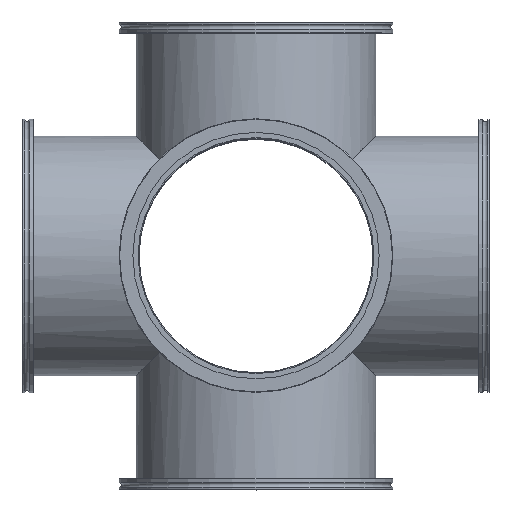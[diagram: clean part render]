
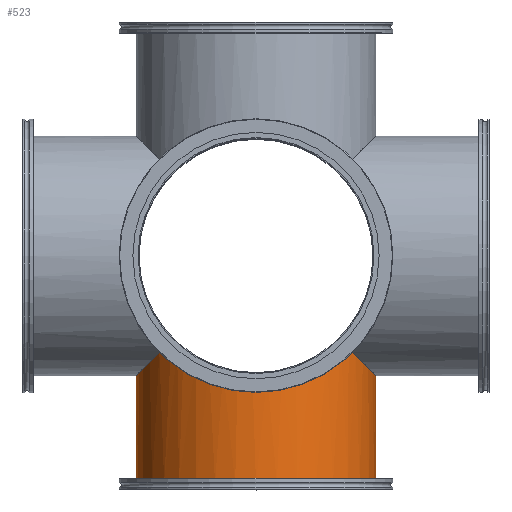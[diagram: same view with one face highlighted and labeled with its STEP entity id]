
A CAD part, top view. The second image highlights one B-rep face of the part: STEP entity #523.
In plain terms, the highlighted cylindrical face has radius 127 mm (diameter 254 mm), a full revolution.
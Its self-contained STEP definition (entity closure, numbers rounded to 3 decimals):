
#59=ELLIPSE('',#654,179.605,127.);
#61=ELLIPSE('',#657,179.605,127.);
#64=ELLIPSE('',#660,179.605,127.);
#65=ELLIPSE('',#663,179.605,127.);
#66=ELLIPSE('',#664,179.605,127.);
#89=CYLINDRICAL_SURFACE('',#661,127.);
#132=FACE_OUTER_BOUND('',#166,.T.);
#166=EDGE_LOOP('',(#471,#472,#473,#474,#475,#476,#477,#478));
#186=LINE('',#1024,#202);
#202=VECTOR('',#846,127.);
#244=CIRCLE('',#662,127.);
#281=VERTEX_POINT('',#1000);
#282=VERTEX_POINT('',#1001);
#285=VERTEX_POINT('',#1009);
#286=VERTEX_POINT('',#1010);
#290=VERTEX_POINT('',#1018);
#291=VERTEX_POINT('',#1022);
#343=EDGE_CURVE('',#281,#282,#59,.T.);
#347=EDGE_CURVE('',#285,#286,#61,.T.);
#352=EDGE_CURVE('',#286,#290,#64,.T.);
#353=EDGE_CURVE('',#291,#291,#244,.T.);
#354=EDGE_CURVE('',#291,#286,#186,.T.);
#355=EDGE_CURVE('',#290,#281,#65,.T.);
#356=EDGE_CURVE('',#282,#285,#66,.T.);
#471=ORIENTED_EDGE('',*,*,#353,.F.);
#472=ORIENTED_EDGE('',*,*,#354,.T.);
#473=ORIENTED_EDGE('',*,*,#352,.T.);
#474=ORIENTED_EDGE('',*,*,#355,.T.);
#475=ORIENTED_EDGE('',*,*,#343,.T.);
#476=ORIENTED_EDGE('',*,*,#356,.T.);
#477=ORIENTED_EDGE('',*,*,#347,.T.);
#478=ORIENTED_EDGE('',*,*,#354,.F.);
#523=ADVANCED_FACE('',(#132),#89,.T.);
#654=AXIS2_PLACEMENT_3D('',#1002,#824,#825);
#657=AXIS2_PLACEMENT_3D('',#1011,#832,#833);
#660=AXIS2_PLACEMENT_3D('',#1020,#840,#841);
#661=AXIS2_PLACEMENT_3D('',#1021,#842,#843);
#662=AXIS2_PLACEMENT_3D('',#1023,#844,#845);
#663=AXIS2_PLACEMENT_3D('',#1025,#847,#848);
#664=AXIS2_PLACEMENT_3D('',#1026,#849,#850);
#824=DIRECTION('center_axis',(0.707,0.,-0.707));
#825=DIRECTION('ref_axis',(-0.707,0.,-0.707));
#832=DIRECTION('center_axis',(-0.707,0.,
-0.707));
#833=DIRECTION('ref_axis',(-0.707,0.,0.707));
#840=DIRECTION('center_axis',(-0.707,0.,
-0.707));
#841=DIRECTION('ref_axis',(-0.707,0.,0.707));
#842=DIRECTION('center_axis',(0.,0.,-1.));
#843=DIRECTION('ref_axis',(-1.,0.,0.));
#844=DIRECTION('center_axis',(0.,0.,-1.));
#845=DIRECTION('ref_axis',(-1.,0.,0.));
#846=DIRECTION('',(0.,0.,1.));
#847=DIRECTION('center_axis',(0.,0.707,-0.707));
#848=DIRECTION('ref_axis',(0.,0.707,0.707));
#849=DIRECTION('center_axis',(0.,-0.707,
-0.707));
#850=DIRECTION('ref_axis',(0.,0.707,-0.707));
#1000=CARTESIAN_POINT('',(-89.803,-89.803,-89.803));
#1001=CARTESIAN_POINT('',(-89.803,89.803,-89.803));
#1002=CARTESIAN_POINT('Origin',(0.,0.,0.));
#1009=CARTESIAN_POINT('',(89.803,89.803,-89.803));
#1010=CARTESIAN_POINT('',(127.,0.,-127.));
#1011=CARTESIAN_POINT('Origin',(0.,0.,0.));
#1018=CARTESIAN_POINT('',(89.803,-89.803,-89.803));
#1020=CARTESIAN_POINT('Origin',(0.,0.,0.));
#1021=CARTESIAN_POINT('Origin',(0.,0.,0.));
#1022=CARTESIAN_POINT('',(127.,0.,-241.3));
#1023=CARTESIAN_POINT('Origin',(0.,0.,-241.3));
#1024=CARTESIAN_POINT('',(127.,0.,0.));
#1025=CARTESIAN_POINT('Origin',(0.,0.,0.));
#1026=CARTESIAN_POINT('Origin',(0.,0.,0.));
